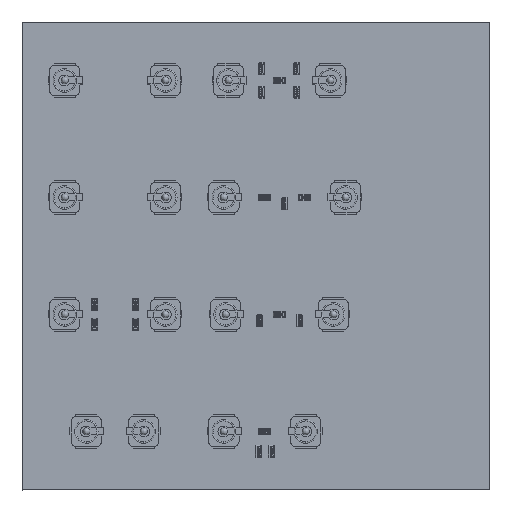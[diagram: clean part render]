
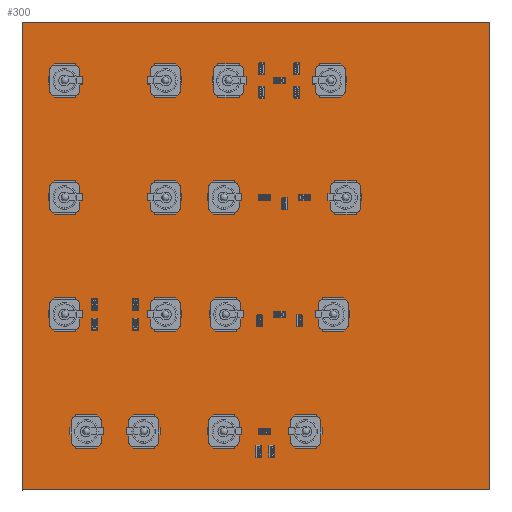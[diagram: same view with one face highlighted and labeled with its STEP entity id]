
A CAD part, top view. The second image highlights one B-rep face of the part: STEP entity #300.
In plain terms, the highlighted planar face has unit normal (0, 0, 1).
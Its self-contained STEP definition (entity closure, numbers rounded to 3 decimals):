
#171 = VERTEX_POINT('',#172);
#172 = CARTESIAN_POINT('',(0.,0.,1.646));
#178 = EDGE_CURVE('',#171,#179,#181,.T.);
#179 = VERTEX_POINT('',#180);
#180 = CARTESIAN_POINT('',(40.,0.,1.646));
#181 = LINE('',#182,#183);
#182 = CARTESIAN_POINT('',(0.,0.,1.646));
#183 = VECTOR('',#184,1.);
#184 = DIRECTION('',(1.,0.,0.));
#209 = EDGE_CURVE('',#179,#210,#212,.T.);
#210 = VERTEX_POINT('',#211);
#211 = CARTESIAN_POINT('',(40.,40.,1.646));
#212 = LINE('',#213,#214);
#213 = CARTESIAN_POINT('',(40.,0.,1.646));
#214 = VECTOR('',#215,1.);
#215 = DIRECTION('',(0.,1.,0.));
#240 = EDGE_CURVE('',#210,#241,#243,.T.);
#241 = VERTEX_POINT('',#242);
#242 = CARTESIAN_POINT('',(0.,40.,1.646));
#243 = LINE('',#244,#245);
#244 = CARTESIAN_POINT('',(40.,40.,1.646));
#245 = VECTOR('',#246,1.);
#246 = DIRECTION('',(-1.,0.,0.));
#271 = EDGE_CURVE('',#241,#171,#272,.T.);
#272 = LINE('',#273,#274);
#273 = CARTESIAN_POINT('',(0.,40.,1.646));
#274 = VECTOR('',#275,1.);
#275 = DIRECTION('',(0.,-1.,0.));
#300 = ADVANCED_FACE('',(#301),#307,.F.);
#301 = FACE_BOUND('',#302,.T.);
#302 = EDGE_LOOP('',(#303,#304,#305,#306));
#303 = ORIENTED_EDGE('',*,*,#178,.T.);
#304 = ORIENTED_EDGE('',*,*,#209,.T.);
#305 = ORIENTED_EDGE('',*,*,#240,.T.);
#306 = ORIENTED_EDGE('',*,*,#271,.T.);
#307 = PLANE('',#308);
#308 = AXIS2_PLACEMENT_3D('',#309,#310,#311);
#309 = CARTESIAN_POINT('',(0.,0.,1.646));
#310 = DIRECTION('',(0.,0.,-1.));
#311 = DIRECTION('',(-1.,0.,0.));
